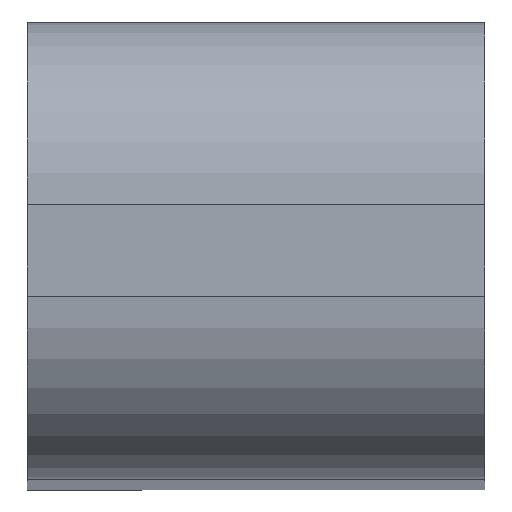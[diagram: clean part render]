
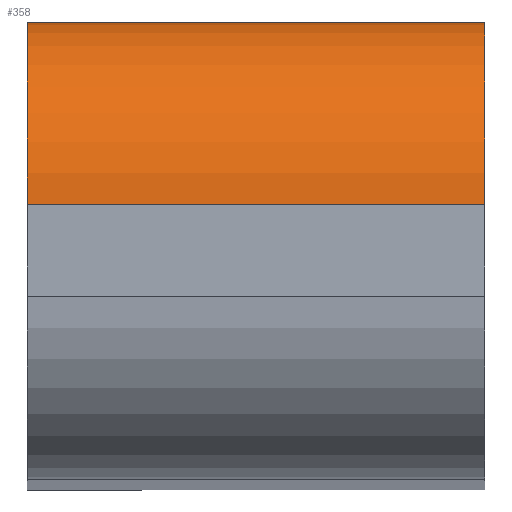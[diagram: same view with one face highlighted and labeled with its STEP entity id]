
A CAD part, top view. The second image highlights one B-rep face of the part: STEP entity #358.
In plain terms, the highlighted cylindrical face has radius 8 mm (diameter 16 mm), a partial arc.
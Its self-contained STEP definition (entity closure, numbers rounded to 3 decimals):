
#9 = CIRCLE ( 'NONE', #407, 8. ) ;
#25 = CARTESIAN_POINT ( 'NONE',  ( -10.161, 2.786, -8. ) ) ;
#33 = DIRECTION ( 'NONE',  ( 0., 1., 0. ) ) ;
#40 = DIRECTION ( 'NONE',  ( -1., 0., 0. ) ) ;
#42 = CARTESIAN_POINT ( 'NONE',  ( 9.839, 2.786, -8. ) ) ;
#50 = LINE ( 'NONE', #252, #148 ) ;
#56 = EDGE_LOOP ( 'NONE', ( #541, #354, #403, #209 ) ) ;
#63 = EDGE_CURVE ( 'NONE', #221, #515, #258, .T. ) ;
#96 = AXIS2_PLACEMENT_3D ( 'NONE', #25, #384, #33 ) ;
#109 = CARTESIAN_POINT ( 'NONE',  ( -10.161, 10.786, -8. ) ) ;
#113 = FACE_OUTER_BOUND ( 'NONE', #56, .T. ) ;
#141 = EDGE_CURVE ( 'NONE', #504, #221, #9, .T. ) ;
#148 = VECTOR ( 'NONE', #40, 1000. ) ;
#194 = DIRECTION ( 'NONE',  ( 1., 0., 0. ) ) ;
#208 = DIRECTION ( 'NONE',  ( 0., -1., 0. ) ) ;
#209 = ORIENTED_EDGE ( 'NONE', *, *, #522, .F. ) ;
#212 = DIRECTION ( 'NONE',  ( 0., 0., -1. ) ) ;
#221 = VERTEX_POINT ( 'NONE', #109 ) ;
#252 = CARTESIAN_POINT ( 'NONE',  ( -10.161, 2.786, 0. ) ) ;
#258 = LINE ( 'NONE', #470, #430 ) ;
#288 = CARTESIAN_POINT ( 'NONE',  ( 9.839, 2.786, 0. ) ) ;
#293 = DIRECTION ( 'NONE',  ( -1., 0., 0. ) ) ;
#308 = CARTESIAN_POINT ( 'NONE',  ( -10.161, 2.786, 0. ) ) ;
#345 = VERTEX_POINT ( 'NONE', #288 ) ;
#354 = ORIENTED_EDGE ( 'NONE', *, *, #63, .F. ) ;
#358 = ADVANCED_FACE ( 'NONE', ( #113 ), #578, .T. ) ;
#384 = DIRECTION ( 'NONE',  ( 1., 0., 0. ) ) ;
#403 = ORIENTED_EDGE ( 'NONE', *, *, #141, .F. ) ;
#407 = AXIS2_PLACEMENT_3D ( 'NONE', #437, #293, #208 ) ;
#430 = VECTOR ( 'NONE', #194, 1000. ) ;
#437 = CARTESIAN_POINT ( 'NONE',  ( -10.161, 2.786, -8. ) ) ;
#469 = CIRCLE ( 'NONE', #525, 8. ) ;
#470 = CARTESIAN_POINT ( 'NONE',  ( 9.839, 10.786, -8. ) ) ;
#478 = EDGE_CURVE ( 'NONE', #515, #345, #469, .T. ) ;
#493 = CARTESIAN_POINT ( 'NONE',  ( 9.839, 10.786, -8. ) ) ;
#504 = VERTEX_POINT ( 'NONE', #308 ) ;
#515 = VERTEX_POINT ( 'NONE', #493 ) ;
#522 = EDGE_CURVE ( 'NONE', #345, #504, #50, .T. ) ;
#525 = AXIS2_PLACEMENT_3D ( 'NONE', #42, #579, #212 ) ;
#541 = ORIENTED_EDGE ( 'NONE', *, *, #478, .F. ) ;
#578 = CYLINDRICAL_SURFACE ( 'NONE', #96, 8. ) ;
#579 = DIRECTION ( 'NONE',  ( 1., 0., 0. ) ) ;
